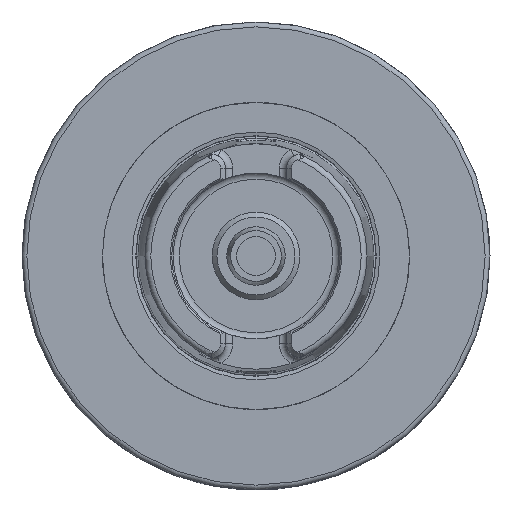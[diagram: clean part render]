
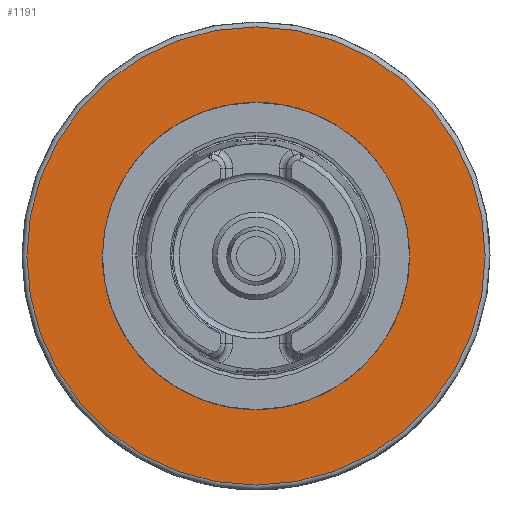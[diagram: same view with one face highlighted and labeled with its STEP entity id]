
A CAD part, left-side view. The second image highlights one B-rep face of the part: STEP entity #1191.
In plain terms, the highlighted planar face has unit normal (-1, 0, 0).
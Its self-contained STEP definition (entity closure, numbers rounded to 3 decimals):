
#1164=CARTESIAN_POINT('',(42.,36.625,0.0));
#1165=DIRECTION('',(-1.0,0.0,0.0));
#1166=DIRECTION('',(0.0,0.0,1.0));
#1167=AXIS2_PLACEMENT_3D('',#1164,#1165,#1166);
#1168=PLANE('',#1167);
#1169=CARTESIAN_POINT('',(42.,47.,0.0));
#1170=VERTEX_POINT('',#1169);
#1171=CARTESIAN_POINT('',(42.,0.,0.0));
#1172=DIRECTION('',(1.0,0.0,0.0));
#1173=DIRECTION('',(0.0,1.0,0.0));
#1174=AXIS2_PLACEMENT_3D('',#1171,#1172,#1173);
#1175=CIRCLE('',#1174,47.);
#1176=EDGE_CURVE('',#1170,#1170,#1175,.T.);
#1177=ORIENTED_EDGE('',*,*,#1176,.F.);
#1178=EDGE_LOOP('',(#1177));
#1179=FACE_OUTER_BOUND('',#1178,.T.);
#1180=CARTESIAN_POINT('',(42.,26.25,0.0));
#1181=VERTEX_POINT('',#1180);
#1182=CARTESIAN_POINT('',(42.,0.,0.0));
#1183=DIRECTION('',(1.0,0.0,0.0));
#1184=DIRECTION('',(0.0,1.0,0.0));
#1185=AXIS2_PLACEMENT_3D('',#1182,#1183,#1184);
#1186=CIRCLE('',#1185,26.25);
#1187=EDGE_CURVE('',#1181,#1181,#1186,.T.);
#1188=ORIENTED_EDGE('',*,*,#1187,.T.);
#1189=EDGE_LOOP('',(#1188));
#1190=FACE_BOUND('',#1189,.T.);
#1191=ADVANCED_FACE('',(#1179,#1190),#1168,.T.);
